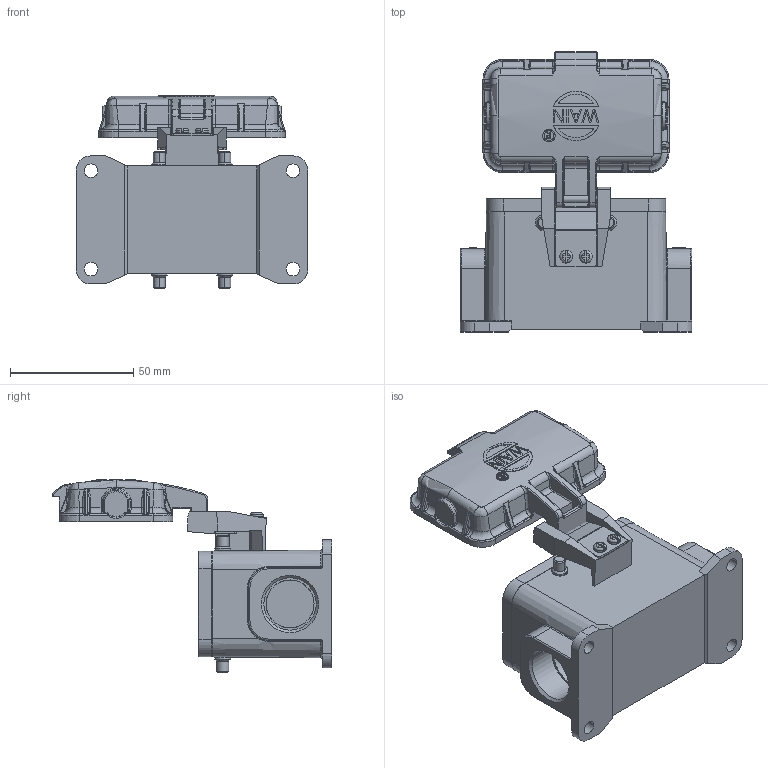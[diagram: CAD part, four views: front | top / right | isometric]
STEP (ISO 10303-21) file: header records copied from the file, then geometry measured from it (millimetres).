
FILE_DESCRIPTION(/* description */ (''),/* implementation_level */ '2;1');
FILE_NAME(/* name */ 'H10B-SF-4B-MCV.stp',/* time_stamp */ '2023-08-28T18:34:49+08:00',/* author */ (''),/* organization */ (''),/* preprocessor_version */ 'ST-DEVELOPER v18.1',/* originating_system */ 'SIEMENS PLM Software NX 1980',/* authorisation */ '');
FILE_SCHEMA (('AUTOMOTIVE_DESIGN { 1 0 10303 214 3 1 1 1 }'));
Products named in the file (1): 13843D14BA483cfn
Bounding box: 94 x 113.67 x 78.55 mm (x, y, z)
Volume: 98480.7 mm3; surface area: 56243.7 mm2
Topology: 13 solids, 13 shells, 1480 faces, 3821 edges, 2373 vertices
Faces by surface type: cylinder 621, plane 478, torus 182, bspline 95, cone 84, sphere 17, extrusion 3
Full cylindrical faces by diameter (mm): 2.65 x3, 3 x4, 4 x2, 18.5 x1, 19.5 x1, 21.3 x1
Entity records: 66502 total; most frequent: CARTESIAN_POINT 33156, ORIENTED_EDGE 7518, DIRECTION 6068, EDGE_CURVE 3759, VERTEX_POINT 2362, AXIS2_PLACEMENT_3D 2240, VECTOR 1588, LINE 1585
